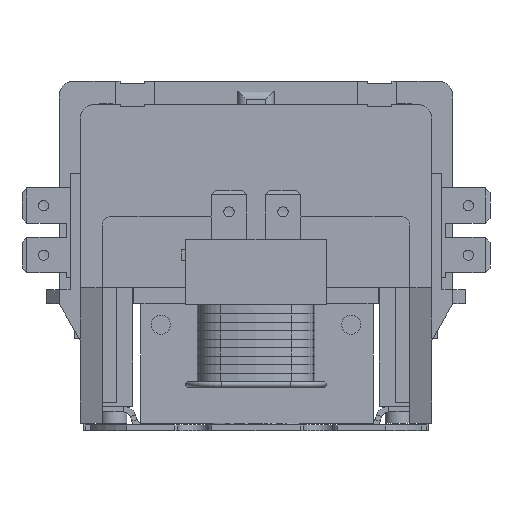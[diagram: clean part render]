
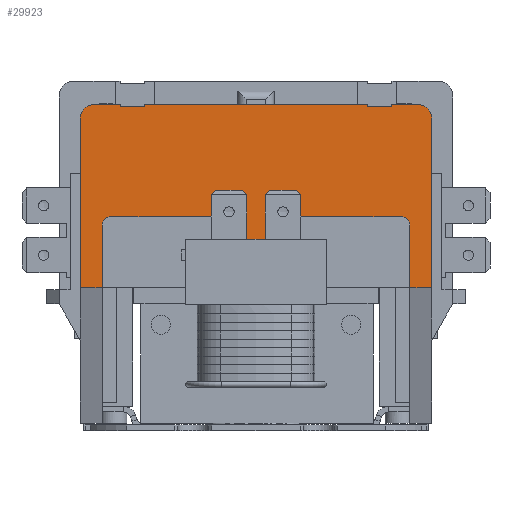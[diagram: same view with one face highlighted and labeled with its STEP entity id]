
A CAD part, front view. The second image highlights one B-rep face of the part: STEP entity #29923.
In plain terms, the highlighted planar face has unit normal (0, -1, 0).
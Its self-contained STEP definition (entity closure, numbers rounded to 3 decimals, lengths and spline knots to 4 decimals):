
#226=LINE($,#40657,#3056);
#1016=LINE($,#43414,#3846);
#1064=LINE($,#43522,#3894);
#1802=LINE($,#47967,#4632);
#1829=LINE($,#48034,#4659);
#1866=LINE($,#48117,#4696);
#1872=LINE($,#48129,#4702);
#1874=LINE($,#48132,#4704);
#1876=LINE($,#48136,#4706);
#1879=LINE($,#48142,#4709);
#1880=LINE($,#48144,#4710);
#1904=LINE($,#48191,#4734);
#1918=LINE($,#48216,#4748);
#2111=LINE($,#48608,#4941);
#2112=LINE($,#48612,#4942);
#2130=LINE($,#48651,#4960);
#2141=LINE($,#48678,#4971);
#2155=LINE($,#48721,#4985);
#2186=LINE($,#48785,#5016);
#2973=LINE($,#53569,#5803);
#3056=VECTOR($,#32736,1.81);
#3846=VECTOR($,#34880,1.24);
#3894=VECTOR($,#34966,0.255);
#4632=VECTOR($,#37022,3.01);
#4659=VECTOR($,#37079,0.465);
#4696=VECTOR($,#37150,0.04);
#4702=VECTOR($,#37158,0.04);
#4704=VECTOR($,#37162,0.43);
#4706=VECTOR($,#37166,0.04);
#4709=VECTOR($,#37171,0.04);
#4710=VECTOR($,#37174,0.43);
#4734=VECTOR($,#37214,3.97);
#4748=VECTOR($,#37236,0.465);
#4941=VECTOR($,#37649,0.39);
#4942=VECTOR($,#37654,0.39);
#4960=VECTOR($,#37696,1.11);
#4971=VECTOR($,#37723,0.255);
#4985=VECTOR($,#37773,1.81);
#5016=VECTOR($,#37844,1.11);
#5803=VECTOR($,#40319,3.01);
#7078=PLANE($,#32463);
#8895=FACE_OUTER_BOUND($,#10712,.T.);
#10712=EDGE_LOOP($,(#26243,#26244,#26245,#26246,#26247,#26248,#26249,#26250,
#26251,#26252,#26253,#26254,#26255,#26256,#26257,#26258,#26259,#26260,#26261,
#26262,#26263,#26264,#26265,#26266,#26267,#26268));
#11375=CIRCLE($,#31401,0.24);
#11381=CIRCLE($,#31412,0.24);
#11397=CIRCLE($,#31576,0.15);
#11399=CIRCLE($,#31579,0.15);
#11400=CIRCLE($,#31582,0.15);
#11401=CIRCLE($,#31584,0.15);
#11826=VERTEX_POINT($,#40653);
#11828=VERTEX_POINT($,#40656);
#12833=VERTEX_POINT($,#43411);
#12834=VERTEX_POINT($,#43413);
#12875=VERTEX_POINT($,#43520);
#13476=VERTEX_POINT($,#47965);
#13477=VERTEX_POINT($,#47966);
#13480=VERTEX_POINT($,#47976);
#13481=VERTEX_POINT($,#47977);
#13499=VERTEX_POINT($,#48023);
#13502=VERTEX_POINT($,#48032);
#13529=VERTEX_POINT($,#48113);
#13531=VERTEX_POINT($,#48116);
#13534=VERTEX_POINT($,#48123);
#13536=VERTEX_POINT($,#48127);
#13537=VERTEX_POINT($,#48134);
#13538=VERTEX_POINT($,#48138);
#13539=VERTEX_POINT($,#48140);
#13648=VERTEX_POINT($,#48602);
#13650=VERTEX_POINT($,#48606);
#13651=VERTEX_POINT($,#48611);
#13660=VERTEX_POINT($,#48650);
#13666=VERTEX_POINT($,#48668);
#13668=VERTEX_POINT($,#48674);
#13669=VERTEX_POINT($,#48681);
#13670=VERTEX_POINT($,#48685);
#14472=EDGE_CURVE($,#11828,#11826,#226,.T.);
#15748=EDGE_CURVE($,#12834,#12833,#1016,.T.);
#15802=EDGE_CURVE($,#12833,#12875,#1064,.T.);
#16787=EDGE_CURVE($,#13476,#13477,#1802,.T.);
#16793=EDGE_CURVE($,#13480,#13481,#11375,.T.);
#16816=EDGE_CURVE($,#13499,#13477,#11381,.T.);
#16822=EDGE_CURVE($,#13499,#13502,#1829,.T.);
#16863=EDGE_CURVE($,#13531,#13529,#1866,.T.);
#16869=EDGE_CURVE($,#13534,#13536,#1872,.T.);
#16871=EDGE_CURVE($,#13529,#13534,#1874,.T.);
#16873=EDGE_CURVE($,#13502,#13537,#1876,.T.);
#16876=EDGE_CURVE($,#13538,#13539,#1879,.T.);
#16877=EDGE_CURVE($,#13537,#13538,#1880,.T.);
#16901=EDGE_CURVE($,#13539,#13531,#1904,.T.);
#16916=EDGE_CURVE($,#13536,#13481,#1918,.T.);
#17117=EDGE_CURVE($,#13650,#13648,#2111,.T.);
#17118=EDGE_CURVE($,#13476,#13651,#2112,.T.);
#17136=EDGE_CURVE($,#13660,#13651,#2130,.T.);
#17146=EDGE_CURVE($,#11828,#13666,#11397,.T.);
#17150=EDGE_CURVE($,#13668,#11826,#11399,.T.);
#17151=EDGE_CURVE($,#13668,#12834,#2141,.T.);
#17154=EDGE_CURVE($,#13669,#12875,#11400,.T.);
#17155=EDGE_CURVE($,#13660,#13670,#11401,.T.);
#17173=EDGE_CURVE($,#13669,#13670,#2155,.T.);
#17204=EDGE_CURVE($,#13650,#13666,#2186,.T.);
#18362=EDGE_CURVE($,#13480,#13648,#2973,.T.);
#26243=ORIENTED_EDGE($,*,*,#17150,.F.);
#26244=ORIENTED_EDGE($,*,*,#17151,.T.);
#26245=ORIENTED_EDGE($,*,*,#15748,.T.);
#26246=ORIENTED_EDGE($,*,*,#15802,.T.);
#26247=ORIENTED_EDGE($,*,*,#17154,.F.);
#26248=ORIENTED_EDGE($,*,*,#17173,.T.);
#26249=ORIENTED_EDGE($,*,*,#17155,.F.);
#26250=ORIENTED_EDGE($,*,*,#17136,.T.);
#26251=ORIENTED_EDGE($,*,*,#17118,.F.);
#26252=ORIENTED_EDGE($,*,*,#16787,.T.);
#26253=ORIENTED_EDGE($,*,*,#16816,.F.);
#26254=ORIENTED_EDGE($,*,*,#16822,.T.);
#26255=ORIENTED_EDGE($,*,*,#16873,.T.);
#26256=ORIENTED_EDGE($,*,*,#16877,.T.);
#26257=ORIENTED_EDGE($,*,*,#16876,.T.);
#26258=ORIENTED_EDGE($,*,*,#16901,.T.);
#26259=ORIENTED_EDGE($,*,*,#16863,.T.);
#26260=ORIENTED_EDGE($,*,*,#16871,.T.);
#26261=ORIENTED_EDGE($,*,*,#16869,.T.);
#26262=ORIENTED_EDGE($,*,*,#16916,.T.);
#26263=ORIENTED_EDGE($,*,*,#16793,.F.);
#26264=ORIENTED_EDGE($,*,*,#18362,.T.);
#26265=ORIENTED_EDGE($,*,*,#17117,.F.);
#26266=ORIENTED_EDGE($,*,*,#17204,.T.);
#26267=ORIENTED_EDGE($,*,*,#17146,.F.);
#26268=ORIENTED_EDGE($,*,*,#14472,.T.);
#29923=ADVANCED_FACE($,(#8895),#7078,.T.);
#31401=AXIS2_PLACEMENT_3D($,#47978,#37030,#37031);
#31412=AXIS2_PLACEMENT_3D($,#48024,#37069,#37070);
#31576=AXIS2_PLACEMENT_3D($,#48669,#37711,#37712);
#31579=AXIS2_PLACEMENT_3D($,#48676,#37719,#37720);
#31582=AXIS2_PLACEMENT_3D($,#48683,#37728,#37729);
#31584=AXIS2_PLACEMENT_3D($,#48686,#37732,#37733);
#32463=AXIS2_PLACEMENT_3D($,#53570,#40320,#40321);
#32736=DIRECTION($,(1.,0.,0.));
#34880=DIRECTION($,(1.,0.,0.));
#34966=DIRECTION($,(0.,0.,1.));
#37022=DIRECTION($,(0.,0.,1.));
#37030=DIRECTION('center_axis',(0.,1.,0.));
#37031=DIRECTION('ref_axis',(-0.707,0.,
0.707));
#37069=DIRECTION('center_axis',(0.,1.,0.));
#37070=DIRECTION('ref_axis',(0.707,0.,0.707));
#37079=DIRECTION($,(-1.,0.,0.));
#37150=DIRECTION($,(0.,0.,-1.));
#37158=DIRECTION($,(0.,0.,1.));
#37162=DIRECTION($,(-1.,0.,0.));
#37166=DIRECTION($,(0.,0.,-1.));
#37171=DIRECTION($,(0.,0.,1.));
#37174=DIRECTION($,(-1.,0.,0.));
#37214=DIRECTION($,(-1.,0.,0.));
#37236=DIRECTION($,(-1.,0.,0.));
#37649=DIRECTION($,(-1.,0.,0.));
#37654=DIRECTION($,(-1.,0.,0.));
#37696=DIRECTION($,(0.,0.,-1.));
#37711=DIRECTION('center_axis',(0.,-1.,0.));
#37712=DIRECTION('ref_axis',(-0.707,0.,
0.707));
#37719=DIRECTION('center_axis',(0.,-1.,0.));
#37720=DIRECTION('ref_axis',(0.707,0.,0.707));
#37723=DIRECTION($,(0.,0.,-1.));
#37728=DIRECTION('center_axis',(0.,-1.,0.));
#37729=DIRECTION('ref_axis',(-0.707,0.,
0.707));
#37732=DIRECTION('center_axis',(0.,-1.,0.));
#37733=DIRECTION('ref_axis',(0.707,0.,0.707));
#37773=DIRECTION($,(1.,0.,0.));
#37844=DIRECTION($,(0.,0.,1.));
#40319=DIRECTION($,(0.,0.,-1.));
#40320=DIRECTION('center_axis',(0.,-1.,0.));
#40321=DIRECTION('ref_axis',(0.,0.,-1.));
#40653=CARTESIAN_POINT('',(-0.77,-2.015,3.77));
#40656=CARTESIAN_POINT('',(-2.58,-2.015,3.77));
#40657=CARTESIAN_POINT($,(0.91,-2.015,3.77));
#43411=CARTESIAN_POINT('',(0.62,-2.015,3.365));
#43413=CARTESIAN_POINT('',(-0.62,-2.015,3.365));
#43414=CARTESIAN_POINT($,(1.7475,-2.015,3.365));
#43520=CARTESIAN_POINT('',(0.62,-2.015,3.62));
#43522=CARTESIAN_POINT($,(0.62,-2.015,1.305));
#47965=CARTESIAN_POINT('',(3.12,-2.015,2.51));
#47966=CARTESIAN_POINT('',(3.12,-2.015,5.52));
#47967=CARTESIAN_POINT($,(3.12,-2.015,1.16));
#47976=CARTESIAN_POINT('',(-3.12,-2.015,5.52));
#47977=CARTESIAN_POINT('',(-2.88,-2.015,5.76));
#47978=CARTESIAN_POINT('Origin',(-2.88,-2.015,5.52));
#48023=CARTESIAN_POINT('',(2.88,-2.015,5.76));
#48024=CARTESIAN_POINT('Origin',(2.88,-2.015,5.52));
#48032=CARTESIAN_POINT('',(2.415,-2.015,5.76));
#48034=CARTESIAN_POINT($,(1.4253,-2.015,5.76));
#48113=CARTESIAN_POINT('',(-1.985,-2.015,5.72));
#48116=CARTESIAN_POINT('',(-1.985,-2.015,5.76));
#48117=CARTESIAN_POINT($,(-1.985,-2.015,2.93));
#48123=CARTESIAN_POINT('',(-2.415,-2.015,5.72));
#48127=CARTESIAN_POINT('',(-2.415,-2.015,5.76));
#48129=CARTESIAN_POINT($,(-2.415,-2.015,2.93));
#48132=CARTESIAN_POINT($,(0.6475,-2.015,5.72));
#48134=CARTESIAN_POINT('',(2.415,-2.015,5.72));
#48136=CARTESIAN_POINT($,(2.415,-2.015,2.93));
#48138=CARTESIAN_POINT('',(1.985,-2.015,5.72));
#48140=CARTESIAN_POINT('',(1.985,-2.015,5.76));
#48142=CARTESIAN_POINT($,(1.985,-2.015,2.93));
#48144=CARTESIAN_POINT($,(2.8475,-2.015,5.72));
#48191=CARTESIAN_POINT($,(1.4253,-2.015,5.76));
#48216=CARTESIAN_POINT($,(1.4253,-2.015,5.76));
#48602=CARTESIAN_POINT('',(-3.12,-2.015,2.51));
#48606=CARTESIAN_POINT('',(-2.73,-2.015,2.51));
#48608=CARTESIAN_POINT($,(1.7475,-2.015,2.51));
#48611=CARTESIAN_POINT('',(2.73,-2.015,2.51));
#48612=CARTESIAN_POINT($,(1.7475,-2.015,2.51));
#48650=CARTESIAN_POINT('',(2.73,-2.015,3.62));
#48651=CARTESIAN_POINT($,(2.73,-2.015,0.1));
#48668=CARTESIAN_POINT('',(-2.73,-2.015,3.62));
#48669=CARTESIAN_POINT('Origin',(-2.58,-2.015,3.62));
#48674=CARTESIAN_POINT('',(-0.62,-2.015,3.62));
#48676=CARTESIAN_POINT('Origin',(-0.77,-2.015,3.62));
#48678=CARTESIAN_POINT($,(-0.62,-2.015,1.305));
#48681=CARTESIAN_POINT('',(0.77,-2.015,3.77));
#48683=CARTESIAN_POINT('Origin',(0.77,-2.015,3.62));
#48685=CARTESIAN_POINT('',(2.58,-2.015,3.77));
#48686=CARTESIAN_POINT('Origin',(2.58,-2.015,3.62));
#48721=CARTESIAN_POINT($,(2.585,-2.015,3.77));
#48785=CARTESIAN_POINT($,(-2.73,-2.015,0.1));
#53569=CARTESIAN_POINT($,(-3.12,-2.015,1.16));
#53570=CARTESIAN_POINT('Origin',(3.495,-2.015,0.1));
